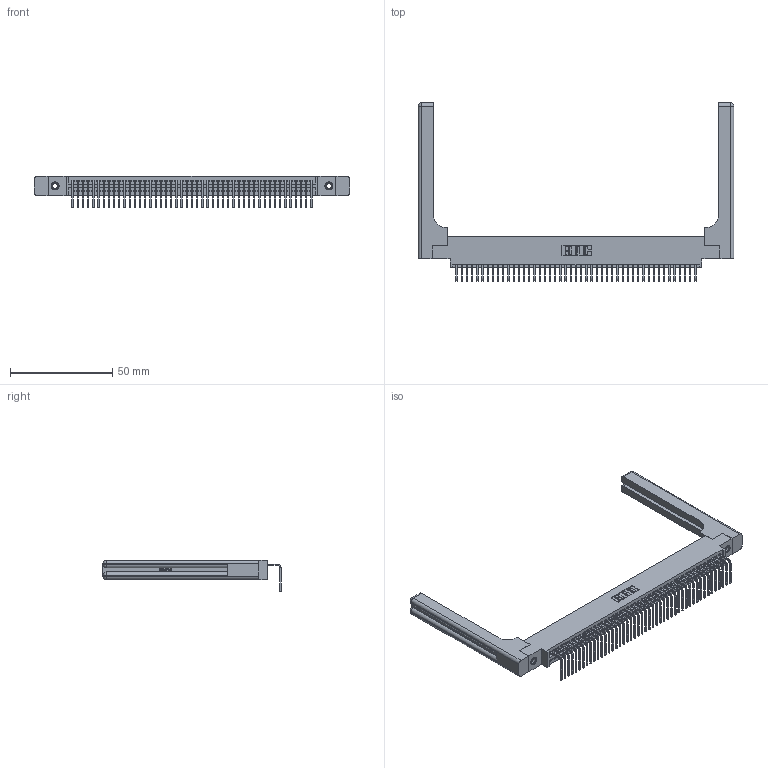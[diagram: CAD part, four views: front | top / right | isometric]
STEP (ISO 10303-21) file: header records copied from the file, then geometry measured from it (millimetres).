
FILE_DESCRIPTION (( 'STEP AP203' ), '1' );
FILE_NAME ('395-047-558-658.STEP', '2019-10-11T13:08:19', ( '' ), ( '' ), 'SwSTEP 2.0', 'SolidWorks 2016', '' );
FILE_SCHEMA (( 'CONFIG_CONTROL_DESIGN' ));
Length unit declared in the file: inch
Products named in the file (5): 345 Part_0.170 Offset - 0.156 Dia-TH; 345-292-001_558 Tail - 2; 345-250-001_345-250-001-102; 345-220-058_345-220-058; 395-047-558-658
Assembly tree (52 placements, depth 2):
  395-047-558-658
    345 Part_0.170 Offset - 0.156 Dia-TH
    345-292-001_558 Tail - 2  x47
    345-250-001_345-250-001-102  x2
    345-220-058_345-220-058  x2
Bounding box: 154.41 x 87.11 x 15.37 mm (x, y, z)
Volume: 23254.8 mm3; surface area: 26021.5 mm2
Topology: 52 solids, 52 shells, 3206 faces, 9573 edges, 6298 vertices
Faces by surface type: plane 2206, cylinder 940, bspline 36, cone 12, sphere 8, torus 4
Entity records: 40098 total; most frequent: CARTESIAN_POINT 7918, ORIENTED_EDGE 6696, DIRECTION 5854, EDGE_CURVE 3348, LINE 2936, VECTOR 2936, VERTEX_POINT 2222, AXIS2_PLACEMENT_3D 1459
